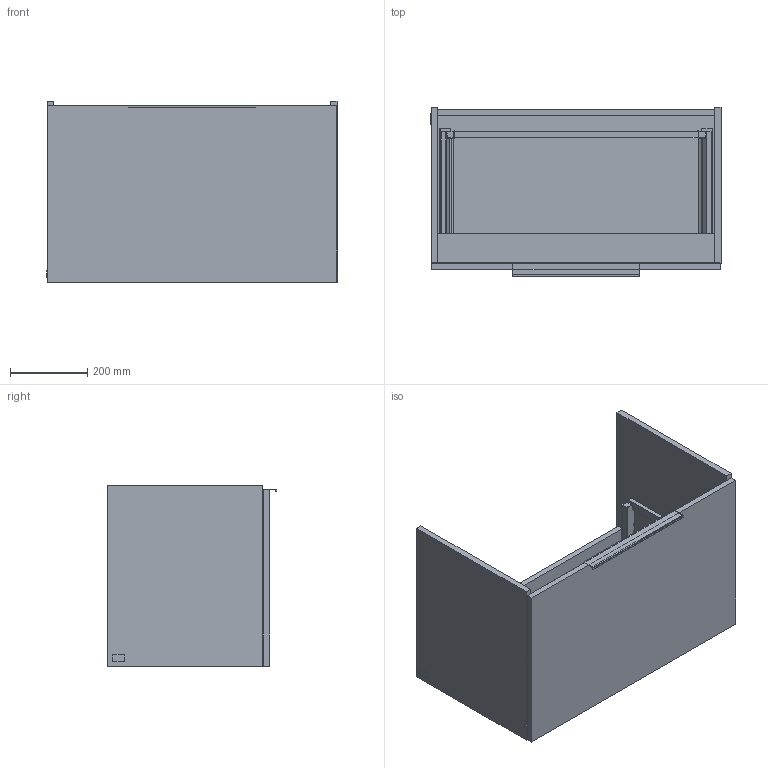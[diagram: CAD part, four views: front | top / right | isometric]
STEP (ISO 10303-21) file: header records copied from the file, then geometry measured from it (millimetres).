
FILE_DESCRIPTION(/* description */ (''),/* implementation_level */ '2;1');
FILE_NAME(/* name */ 'B89200_RFS.stp',/* time_stamp */ '2023-09-20T09:18:32+02:00',/* author */ ('schmidtkonj'),/* organization */ (''),/* preprocessor_version */ 'ST-DEVELOPER v18.1',/* originating_system */ 'Autodesk Inventor 2021',/* authorisation */ '');
FILE_SCHEMA (('AUTOMOTIVE_DESIGN { 1 0 10303 214 3 1 1 }'));
Length unit declared in the file: millimetre
Products named in the file (1): B89200_RFS
Bounding box: 750.5 x 438 x 470 mm (x, y, z)
Volume: 23426038.6 mm3; surface area: 3396846.6 mm2
Topology: 20 solids, 20 shells, 1001 faces, 2765 edges, 1846 vertices
Faces by surface type: plane 704, cylinder 291, cone 6
Full cylindrical faces by diameter (mm): 2.5 x2, 5 x2, 5.1 x2, 6 x6, 7.2 x2, 10 x2, 12 x2, 12.2 x2
Entity records: 32254 total; most frequent: CARTESIAN_POINT 5661, ORIENTED_EDGE 5530, DIRECTION 5395, EDGE_CURVE 2765, LINE 2123, VECTOR 2123, VERTEX_POINT 1846, AXIS2_PLACEMENT_3D 1636
